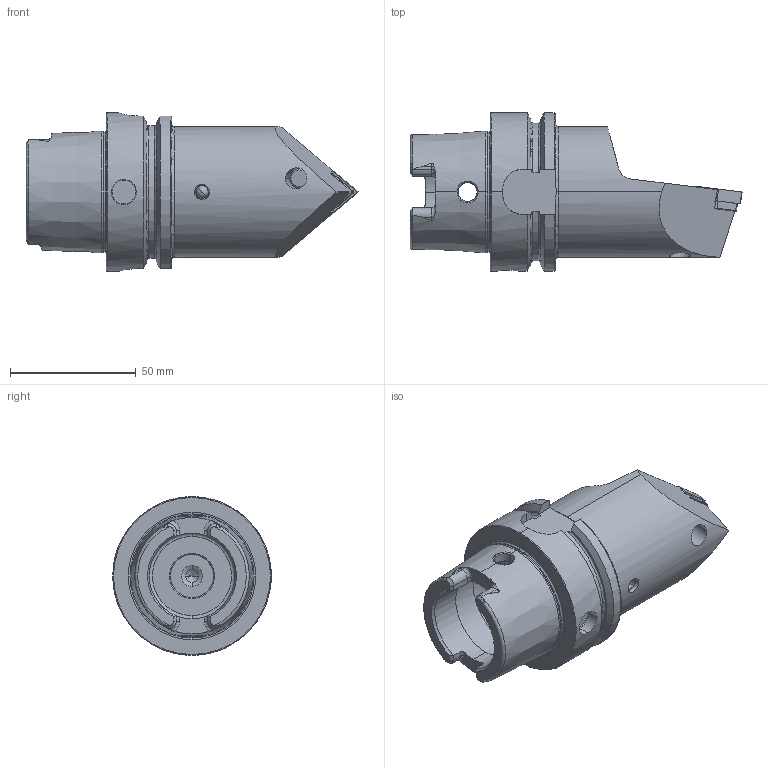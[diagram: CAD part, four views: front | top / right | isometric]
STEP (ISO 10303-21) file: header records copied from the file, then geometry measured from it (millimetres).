
FILE_DESCRIPTION (( 'STEP AP214' ), '1' );
FILE_NAME ('HA6.PCD.NMA.100.STEP', '2014-10-16T14:59:59', ( 'baer' ), ( 'Hewlett-Packard Company' ), 'SwSTEP 2.0', 'SolidWorks 2012', '' );
FILE_SCHEMA (( 'AUTOMOTIVE_DESIGN' ));
Length unit declared in the file: millimetre
Products named in the file (8): WCD-ER1.101.000; WCD-ER4.101.017_A; CNMG120404; WCD-ER2.101.003_A; WCD-ER3.101.000_A; KVT_MB_600_060; HA6-PCD.NMA.100_A; HA6.PCD.NMA.100
Assembly tree (7 placements, depth 2):
  HA6.PCD.NMA.100
    HA6-PCD.NMA.100_A
    KVT_MB_600_060
    WCD-ER3.101.000_A
    WCD-ER2.101.003_A
    CNMG120404
    WCD-ER4.101.017_A
    WCD-ER1.101.000
Bounding box: 131.9 x 63 x 63 mm (x, y, z)
Volume: 170847.7 mm3; surface area: 34788.8 mm2
Topology: 8 solids, 8 shells, 386 faces, 981 edges, 596 vertices
Faces by surface type: plane 121, cylinder 109, cone 100, torus 38, bspline 16, sphere 2
Entity records: 14605 total; most frequent: CARTESIAN_POINT 4171, ORIENTED_EDGE 1924, DIRECTION 1803, EDGE_CURVE 962, AXIS2_PLACEMENT_3D 696, VERTEX_POINT 593, LINE 411, VECTOR 411
